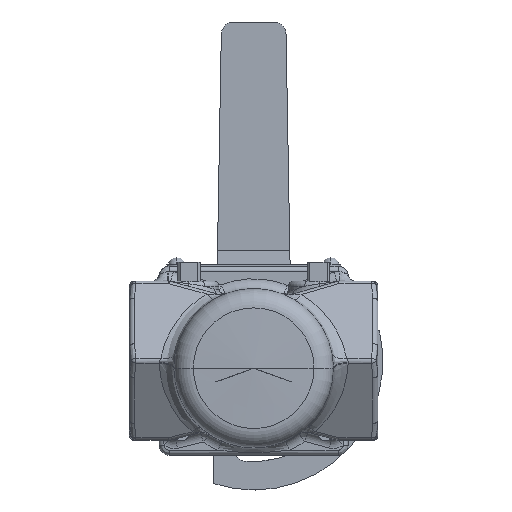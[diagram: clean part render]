
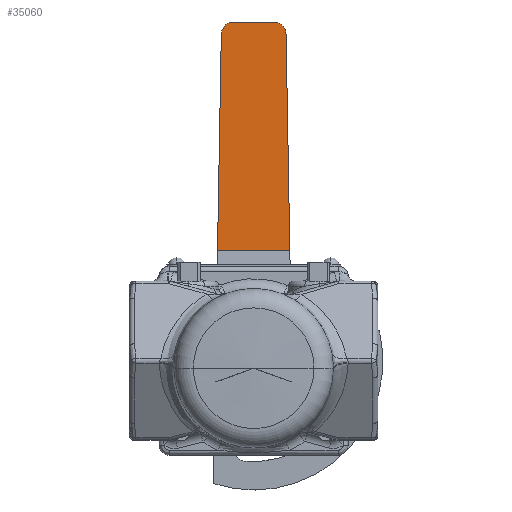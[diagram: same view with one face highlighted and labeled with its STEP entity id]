
A CAD part, front view. The second image highlights one B-rep face of the part: STEP entity #35060.
In plain terms, the highlighted planar face has unit normal (0, -1, 0).
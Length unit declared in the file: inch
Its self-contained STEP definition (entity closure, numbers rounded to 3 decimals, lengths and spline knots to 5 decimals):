
#9449=DIRECTION('',(1.,0.,0.));
#9450=VECTOR('',#9449,0.90916);
#9451=CARTESIAN_POINT('',(-0.45458,2.93775,1.3875));
#9452=LINE('',#9451,#9450);
#9457=CARTESIAN_POINT('',(0.25216,2.93775,4.10276));
#9458=DIRECTION('',(0.,-1.,0.));
#9459=DIRECTION('',(1.,0.,0.017));
#9460=AXIS2_PLACEMENT_3D('',#9457,#9458,#9459);
#9462=DIRECTION('',(-0.017,0.,1.));
#9463=VECTOR('',#9462,2.71838);
#9464=CARTESIAN_POINT('',(0.45458,2.93775,1.3875));
#9465=LINE('',#9464,#9463);
#9466=DIRECTION('',(0.017,0.,1.));
#9467=VECTOR('',#9466,2.71838);
#9468=CARTESIAN_POINT('',(-0.45458,2.93775,1.3875));
#9469=LINE('',#9468,#9467);
#9470=CARTESIAN_POINT('',(-0.25216,2.93775,4.10276));
#9471=DIRECTION('',(0.,-1.,0.));
#9472=DIRECTION('',(0.,0.,1.));
#9473=AXIS2_PLACEMENT_3D('',#9470,#9471,#9472);
#9475=DIRECTION('',(1.,0.,0.));
#9476=VECTOR('',#9475,0.50433);
#9477=CARTESIAN_POINT('',(-0.25216,2.93775,4.25776));
#9478=LINE('',#9477,#9476);
#25813=CARTESIAN_POINT('',(-0.45458,2.93775,1.3875));
#25814=CARTESIAN_POINT('',(0.45458,2.93775,1.3875));
#25815=VERTEX_POINT('',#25813);
#25816=VERTEX_POINT('',#25814);
#25821=CARTESIAN_POINT('',(0.40714,2.93775,4.10547));
#25822=VERTEX_POINT('',#25821);
#25823=CARTESIAN_POINT('',(0.25216,2.93775,4.25776));
#25824=VERTEX_POINT('',#25823);
#25825=CARTESIAN_POINT('',(-0.25216,2.93775,4.25776));
#25826=CARTESIAN_POINT('',(-0.40714,2.93775,4.10547));
#25827=VERTEX_POINT('',#25825);
#25828=VERTEX_POINT('',#25826);
#35043=CARTESIAN_POINT('',(-1.75,2.93775,4.22776));
#35044=DIRECTION('',(0.,-1.,0.));
#35045=DIRECTION('',(0.,0.,-1.));
#35046=AXIS2_PLACEMENT_3D('',#35043,#35044,#35045);
#35047=PLANE('',#35046);
#35049=ORIENTED_EDGE('',*,*,#35048,.F.);
#35050=ORIENTED_EDGE('',*,*,#35025,.F.);
#35051=ORIENTED_EDGE('',*,*,#35006,.F.);
#35053=ORIENTED_EDGE('',*,*,#35052,.T.);
#35055=ORIENTED_EDGE('',*,*,#35054,.F.);
#35057=ORIENTED_EDGE('',*,*,#35056,.T.);
#35058=EDGE_LOOP('',(#35049,#35050,#35051,#35053,#35055,#35057));
#35059=FACE_OUTER_BOUND('',#35058,.F.);
#9461=CIRCLE('',#9460,0.155);
#9474=CIRCLE('',#9473,0.155);
#35006=EDGE_CURVE('',#25815,#25816,#9452,.T.);
#35025=EDGE_CURVE('',#25816,#25822,#9465,.T.);
#35048=EDGE_CURVE('',#25822,#25824,#9461,.T.);
#35052=EDGE_CURVE('',#25815,#25828,#9469,.T.);
#35054=EDGE_CURVE('',#25827,#25828,#9474,.T.);
#35056=EDGE_CURVE('',#25827,#25824,#9478,.T.);
#35060=ADVANCED_FACE('',(#35059),#35047,.T.);
